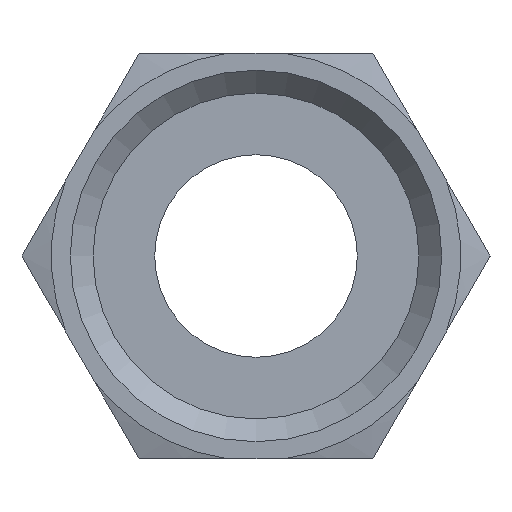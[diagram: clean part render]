
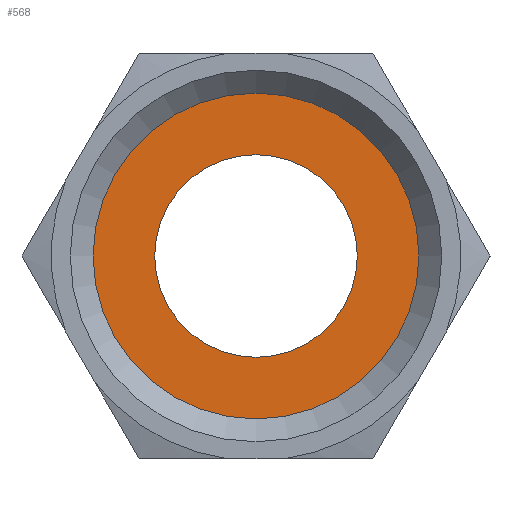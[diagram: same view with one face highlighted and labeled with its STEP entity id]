
A CAD part, left-side view. The second image highlights one B-rep face of the part: STEP entity #568.
In plain terms, the highlighted planar face has unit normal (-1, 0, 0).
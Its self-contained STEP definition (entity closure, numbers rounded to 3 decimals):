
#57=FACE_BOUND('',#187,.T.);
#67=PLANE('',#654);
#153=FACE_OUTER_BOUND('',#186,.T.);
#186=EDGE_LOOP('',(#518,#519));
#187=EDGE_LOOP('',(#520,#521));
#208=CIRCLE('',#614,7.5);
#209=CIRCLE('',#615,7.5);
#224=CIRCLE('',#652,14.);
#225=CIRCLE('',#653,14.);
#248=VERTEX_POINT('',#871);
#249=VERTEX_POINT('',#872);
#282=VERTEX_POINT('',#1032);
#283=VERTEX_POINT('',#1034);
#309=EDGE_CURVE('',#248,#249,#208,.T.);
#311=EDGE_CURVE('',#249,#248,#209,.T.);
#367=EDGE_CURVE('',#283,#282,#224,.T.);
#368=EDGE_CURVE('',#282,#283,#225,.T.);
#518=ORIENTED_EDGE('',*,*,#367,.T.);
#519=ORIENTED_EDGE('',*,*,#368,.T.);
#520=ORIENTED_EDGE('',*,*,#309,.F.);
#521=ORIENTED_EDGE('',*,*,#311,.F.);
#568=ADVANCED_FACE('',(#153,#57),#67,.T.);
#614=AXIS2_PLACEMENT_3D('',#873,#713,#714);
#615=AXIS2_PLACEMENT_3D('',#875,#716,#717);
#652=AXIS2_PLACEMENT_3D('',#1035,#807,#808);
#653=AXIS2_PLACEMENT_3D('',#1036,#809,#810);
#654=AXIS2_PLACEMENT_3D('',#1037,#811,#812);
#713=DIRECTION('center_axis',(-1.,0.,0.));
#714=DIRECTION('ref_axis',(0.,0.,1.));
#716=DIRECTION('center_axis',(-1.,0.,0.));
#717=DIRECTION('ref_axis',(0.,0.,1.));
#807=DIRECTION('center_axis',(-1.,0.,0.));
#808=DIRECTION('ref_axis',(0.,0.,1.));
#809=DIRECTION('center_axis',(-1.,0.,0.));
#810=DIRECTION('ref_axis',(0.,0.,1.));
#811=DIRECTION('center_axis',(-1.,0.,0.));
#812=DIRECTION('ref_axis',(0.,0.,1.));
#871=CARTESIAN_POINT('',(-9.,0.,7.5));
#872=CARTESIAN_POINT('',(-9.,0.,-7.5));
#873=CARTESIAN_POINT('Origin',(-9.,0.,0.));
#875=CARTESIAN_POINT('Origin',(-9.,0.,0.));
#1032=CARTESIAN_POINT('',(-9.,0.,-14.));
#1034=CARTESIAN_POINT('',(-9.,0.,14.));
#1035=CARTESIAN_POINT('Origin',(-9.,0.,0.));
#1036=CARTESIAN_POINT('Origin',(-9.,0.,0.));
#1037=CARTESIAN_POINT('Origin',(-9.,0.,7.5));
